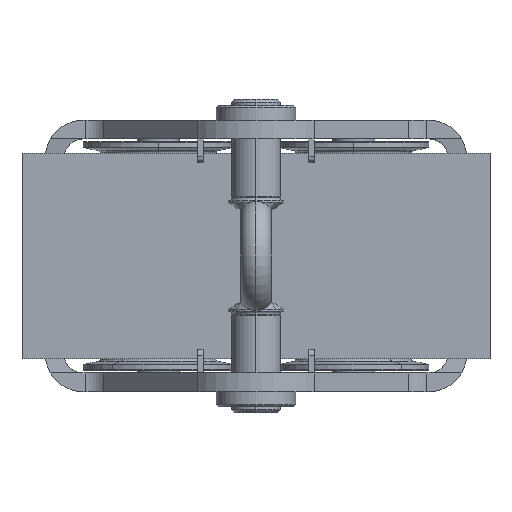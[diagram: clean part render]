
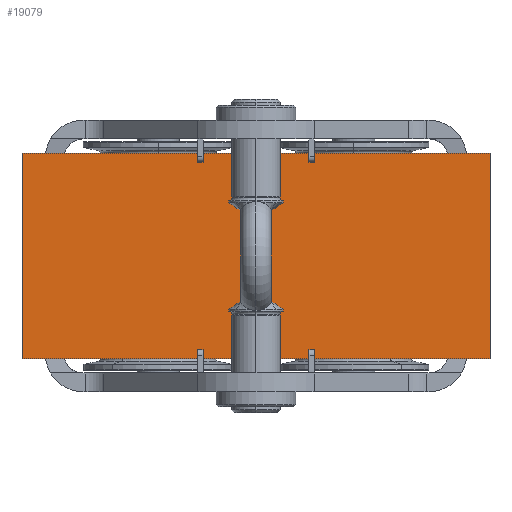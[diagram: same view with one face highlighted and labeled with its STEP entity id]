
A CAD part, front view. The second image highlights one B-rep face of the part: STEP entity #19079.
In plain terms, the highlighted planar face has unit normal (0, -1, 0).
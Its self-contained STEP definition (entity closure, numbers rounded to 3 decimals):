
#932 = EDGE_CURVE ( 'NONE', #13814, #10273, #27635, .T. ) ;
#1705 = ORIENTED_EDGE ( 'NONE', *, *, #14470, .T. ) ;
#3010 = FACE_OUTER_BOUND ( 'NONE', #26978, .T. ) ;
#3679 = VECTOR ( 'NONE', #32142, 1000. ) ;
#4064 = VECTOR ( 'NONE', #27456, 1000. ) ;
#6092 = CARTESIAN_POINT ( 'NONE',  ( 250., -110., 110. ) ) ;
#6582 = VECTOR ( 'NONE', #10557, 1000. ) ;
#6697 = VERTEX_POINT ( 'NONE', #24678 ) ;
#9726 = LINE ( 'NONE', #6092, #4064 ) ;
#10273 = VERTEX_POINT ( 'NONE', #23909 ) ;
#10557 = DIRECTION ( 'NONE',  ( 1., 0., 0. ) ) ;
#13814 = VERTEX_POINT ( 'NONE', #37880 ) ;
#14470 = EDGE_CURVE ( 'NONE', #10273, #6697, #25379, .T. ) ;
#15164 = ORIENTED_EDGE ( 'NONE', *, *, #26342, .F. ) ;
#17873 = PLANE ( 'NONE',  #18912 ) ;
#18229 = CARTESIAN_POINT ( 'NONE',  ( -250., -110., 110. ) ) ;
#18912 = AXIS2_PLACEMENT_3D ( 'NONE', #18229, #20832, #35614 ) ;
#19079 = ADVANCED_FACE ( 'NONE', ( #3010 ), #17873, .T. ) ;
#19562 = ORIENTED_EDGE ( 'NONE', *, *, #932, .T. ) ;
#20832 = DIRECTION ( 'NONE',  ( 0., -1., 0. ) ) ;
#23909 = CARTESIAN_POINT ( 'NONE',  ( -250., -110., -110. ) ) ;
#24678 = CARTESIAN_POINT ( 'NONE',  ( 250., -110., -110. ) ) ;
#25379 = LINE ( 'NONE', #28466, #6582 ) ;
#26342 = EDGE_CURVE ( 'NONE', #32681, #6697, #9726, .T. ) ;
#26978 = EDGE_LOOP ( 'NONE', ( #15164, #28537, #19562, #1705 ) ) ;
#27456 = DIRECTION ( 'NONE',  ( 0., 0., -1. ) ) ;
#27635 = LINE ( 'NONE', #35272, #3679 ) ;
#28466 = CARTESIAN_POINT ( 'NONE',  ( -250., -110., -110. ) ) ;
#28537 = ORIENTED_EDGE ( 'NONE', *, *, #37298, .F. ) ;
#29824 = CARTESIAN_POINT ( 'NONE',  ( 250., -110., 110. ) ) ;
#29958 = VECTOR ( 'NONE', #36407, 1000. ) ;
#32142 = DIRECTION ( 'NONE',  ( 0., 0., -1. ) ) ;
#32681 = VERTEX_POINT ( 'NONE', #29824 ) ;
#33724 = LINE ( 'NONE', #33780, #29958 ) ;
#33780 = CARTESIAN_POINT ( 'NONE',  ( -250., -110., 110. ) ) ;
#35272 = CARTESIAN_POINT ( 'NONE',  ( -250., -110., 110. ) ) ;
#35614 = DIRECTION ( 'NONE',  ( 0., 0., -1. ) ) ;
#36407 = DIRECTION ( 'NONE',  ( 1., 0., 0. ) ) ;
#37298 = EDGE_CURVE ( 'NONE', #13814, #32681, #33724, .T. ) ;
#37880 = CARTESIAN_POINT ( 'NONE',  ( -250., -110., 110. ) ) ;
